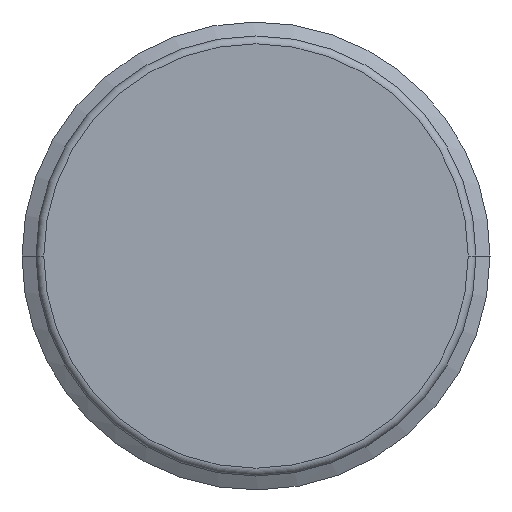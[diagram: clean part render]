
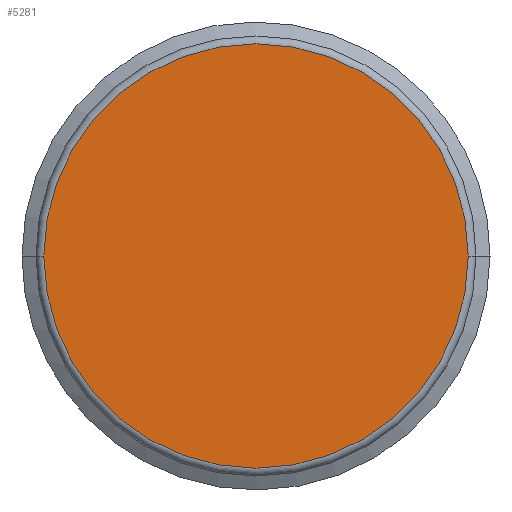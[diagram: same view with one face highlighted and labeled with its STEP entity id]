
A CAD part, left-side view. The second image highlights one B-rep face of the part: STEP entity #5281.
In plain terms, the highlighted planar face has unit normal (-1, 0, 0).
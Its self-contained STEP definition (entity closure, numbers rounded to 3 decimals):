
#1106=CARTESIAN_POINT('',(-12.55,0.,0.75));
#1107=DIRECTION('',(-1.,0.,0.));
#1108=DIRECTION('',(0.,-1.,0.));
#1109=AXIS2_PLACEMENT_3D('',#1106,#1107,#1108);
#1111=CARTESIAN_POINT('',(-12.55,0.,0.75));
#1112=DIRECTION('',(-1.,0.,0.));
#1113=DIRECTION('',(0.,1.,0.));
#1114=AXIS2_PLACEMENT_3D('',#1111,#1112,#1113);
#1832=CARTESIAN_POINT('',(-12.55,13.535,0.75));
#1834=VERTEX_POINT('',#1832);
#1838=CARTESIAN_POINT('',(-12.55,-13.535,0.75));
#1839=VERTEX_POINT('',#1838);
#5271=CARTESIAN_POINT('',(-12.55,7.018,0.75));
#5272=DIRECTION('',(1.,0.,0.));
#5273=DIRECTION('',(0.,1.,0.));
#5274=AXIS2_PLACEMENT_3D('',#5271,#5272,#5273);
#5275=PLANE('',#5274);
#5276=ORIENTED_EDGE('',*,*,#5261,.F.);
#5278=ORIENTED_EDGE('',*,*,#5277,.F.);
#5279=EDGE_LOOP('',(#5276,#5278));
#5280=FACE_OUTER_BOUND('',#5279,.F.);
#1110=CIRCLE('',#1109,13.535);
#1115=CIRCLE('',#1114,13.535);
#5261=EDGE_CURVE('',#1839,#1834,#1110,.T.);
#5277=EDGE_CURVE('',#1834,#1839,#1115,.T.);
#5281=ADVANCED_FACE('',(#5280),#5275,.F.);
